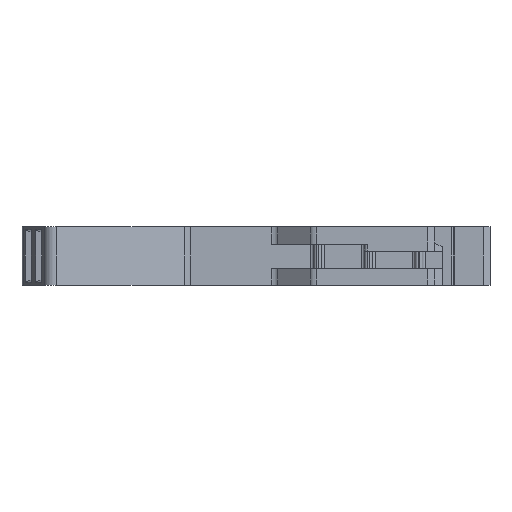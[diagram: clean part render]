
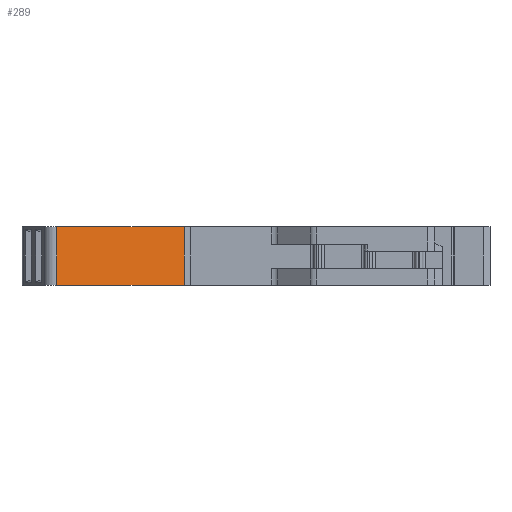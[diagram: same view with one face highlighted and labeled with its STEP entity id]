
A CAD part, left-side view. The second image highlights one B-rep face of the part: STEP entity #289.
In plain terms, the highlighted planar face has unit normal (-0.94, -0.342, 0).
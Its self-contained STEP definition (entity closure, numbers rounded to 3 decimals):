
#289=ADVANCED_FACE('',(#637),#458,.F.);
#458=PLANE('',#4443);
#637=FACE_OUTER_BOUND('',#847,.T.);
#847=EDGE_LOOP('',(#1717,#1718,#1719,#1720));
#1717=ORIENTED_EDGE('',*,*,#3081,.F.);
#1718=ORIENTED_EDGE('',*,*,#3079,.F.);
#1719=ORIENTED_EDGE('',*,*,#3082,.F.);
#1720=ORIENTED_EDGE('',*,*,#3083,.F.);
#2568=VERTEX_POINT('',#6516);
#2569=VERTEX_POINT('',#6518);
#2570=VERTEX_POINT('',#6522);
#2571=VERTEX_POINT('',#6524);
#3079=EDGE_CURVE('',#2568,#2569,#3595,.T.);
#3081=EDGE_CURVE('',#2569,#2570,#3596,.T.);
#3082=EDGE_CURVE('',#2571,#2568,#3597,.T.);
#3083=EDGE_CURVE('',#2570,#2571,#3598,.T.);
#3595=LINE('',#6517,#4055);
#3596=LINE('',#6521,#4056);
#3597=LINE('',#6523,#4057);
#3598=LINE('',#6525,#4058);
#4055=VECTOR('',#5283,1.);
#4056=VECTOR('',#5288,1.);
#4057=VECTOR('',#5289,1.);
#4058=VECTOR('',#5290,1.);
#4443=AXIS2_PLACEMENT_3D('',#6526,#5291,#5292);
#5283=DIRECTION('',(0.,0.,1.));
#5288=DIRECTION('',(0.342,-0.94,0.));
#5289=DIRECTION('',(-0.342,0.94,0.));
#5290=DIRECTION('',(0.,0.,-1.));
#5291=DIRECTION('',(0.94,0.342,0.));
#5292=DIRECTION('',(-0.342,0.94,0.));
#6516=CARTESIAN_POINT('',(-14.388,46.429,-2.5));
#6517=CARTESIAN_POINT('',(-14.388,46.429,-1.6));
#6518=CARTESIAN_POINT('',(-14.388,46.429,3.5));
#6521=CARTESIAN_POINT('',(-14.388,46.429,3.5));
#6522=CARTESIAN_POINT('',(-9.621,33.331,3.5));
#6523=CARTESIAN_POINT('',(-9.621,33.331,-2.5));
#6524=CARTESIAN_POINT('',(-9.621,33.331,-2.5));
#6525=CARTESIAN_POINT('',(-9.621,33.331,3.5));
#6526=CARTESIAN_POINT('',(-9.5,33.,2.5));
